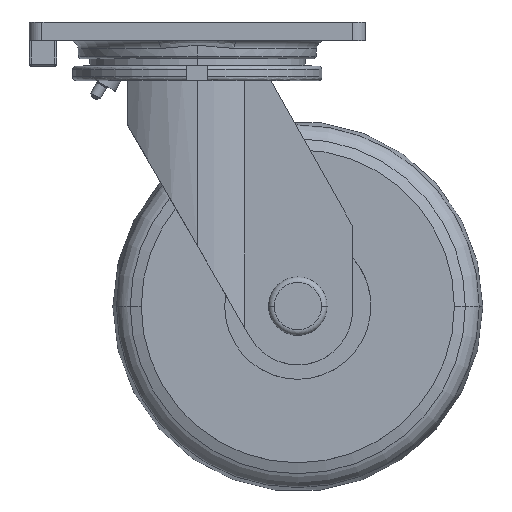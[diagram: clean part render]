
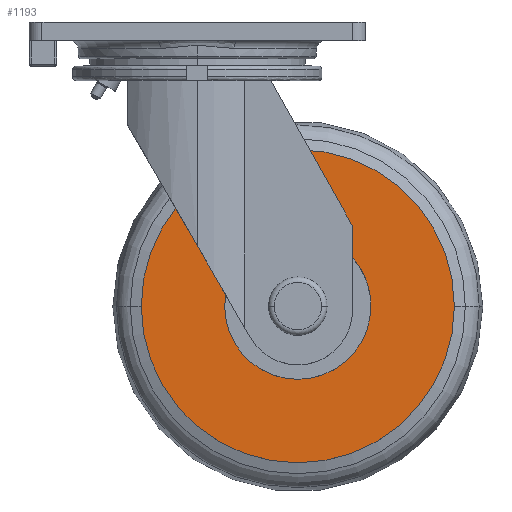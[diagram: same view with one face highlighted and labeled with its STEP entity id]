
A CAD part, top view. The second image highlights one B-rep face of the part: STEP entity #1193.
In plain terms, the highlighted planar face has unit normal (0, 0, 1).
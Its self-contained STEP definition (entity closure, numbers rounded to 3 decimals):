
#329 = ORIENTED_EDGE ( 'NONE', *, *, #2479, .F. ) ;
#360 = DIRECTION ( 'NONE',  ( 0., 0., 1. ) ) ;
#518 = VERTEX_POINT ( 'NONE', #2574 ) ;
#798 = CARTESIAN_POINT ( 'NONE',  ( 55., -155.5, 31.8 ) ) ;
#835 = DIRECTION ( 'NONE',  ( 1., 0., 0. ) ) ;
#886 = DIRECTION ( 'NONE',  ( -1., 0., 0. ) ) ;
#1121 = AXIS2_PLACEMENT_3D ( 'NONE', #2738, #360, #835 ) ;
#1193 = ADVANCED_FACE ( 'NONE', ( #4328, #3750 ), #4613, .F. ) ;
#1413 = DIRECTION ( 'NONE',  ( 1., 0., 0. ) ) ;
#1532 = EDGE_CURVE ( 'NONE', #518, #2635, #4253, .T. ) ;
#1840 = CARTESIAN_POINT ( 'NONE',  ( 55., -69.8, 31.8 ) ) ;
#2479 = EDGE_CURVE ( 'NONE', #2949, #5054, #5875, .T. ) ;
#2574 = CARTESIAN_POINT ( 'NONE',  ( -30.7, -155.5, 31.8 ) ) ;
#2587 = DIRECTION ( 'NONE',  ( 0., 0., 1. ) ) ;
#2635 = VERTEX_POINT ( 'NONE', #5106 ) ;
#2714 = DIRECTION ( 'NONE',  ( 0., 0., -1. ) ) ;
#2738 = CARTESIAN_POINT ( 'NONE',  ( 55., -155.5, 31.8 ) ) ;
#2949 = VERTEX_POINT ( 'NONE', #5510 ) ;
#3106 = AXIS2_PLACEMENT_3D ( 'NONE', #3711, #5464, #1413 ) ;
#3110 = CARTESIAN_POINT ( 'NONE',  ( 55., -155.5, 31.8 ) ) ;
#3374 = EDGE_LOOP ( 'NONE', ( #5470, #4165 ) ) ;
#3464 = DIRECTION ( 'NONE',  ( 0., 0., 1. ) ) ;
#3469 = DIRECTION ( 'NONE',  ( 1., 0., 0. ) ) ;
#3711 = CARTESIAN_POINT ( 'NONE',  ( 55., -155.5, 31.8 ) ) ;
#3750 = FACE_OUTER_BOUND ( 'NONE', #3374, .T. ) ;
#4165 = ORIENTED_EDGE ( 'NONE', *, *, #1532, .T. ) ;
#4253 = CIRCLE ( 'NONE', #5255, 85.7 ) ;
#4328 = FACE_BOUND ( 'NONE', #4428, .T. ) ;
#4329 = CARTESIAN_POINT ( 'NONE',  ( 95., -155.5, 31.8 ) ) ;
#4422 = DIRECTION ( 'NONE',  ( 1., 0., 0. ) ) ;
#4428 = EDGE_LOOP ( 'NONE', ( #4878, #329 ) ) ;
#4583 = EDGE_CURVE ( 'NONE', #5054, #2949, #4708, .T. ) ;
#4613 = PLANE ( 'NONE',  #4651 ) ;
#4651 = AXIS2_PLACEMENT_3D ( 'NONE', #1840, #2714, #886 ) ;
#4708 = CIRCLE ( 'NONE', #1121, 40. ) ;
#4787 = CIRCLE ( 'NONE', #5306, 85.7 ) ;
#4878 = ORIENTED_EDGE ( 'NONE', *, *, #4583, .F. ) ;
#5054 = VERTEX_POINT ( 'NONE', #4329 ) ;
#5106 = CARTESIAN_POINT ( 'NONE',  ( 140.7, -155.5, 31.8 ) ) ;
#5255 = AXIS2_PLACEMENT_3D ( 'NONE', #798, #3464, #4422 ) ;
#5306 = AXIS2_PLACEMENT_3D ( 'NONE', #3110, #2587, #3469 ) ;
#5398 = EDGE_CURVE ( 'NONE', #2635, #518, #4787, .T. ) ;
#5464 = DIRECTION ( 'NONE',  ( 0., 0., 1. ) ) ;
#5470 = ORIENTED_EDGE ( 'NONE', *, *, #5398, .T. ) ;
#5510 = CARTESIAN_POINT ( 'NONE',  ( 15., -155.5, 31.8 ) ) ;
#5875 = CIRCLE ( 'NONE', #3106, 40. ) ;
